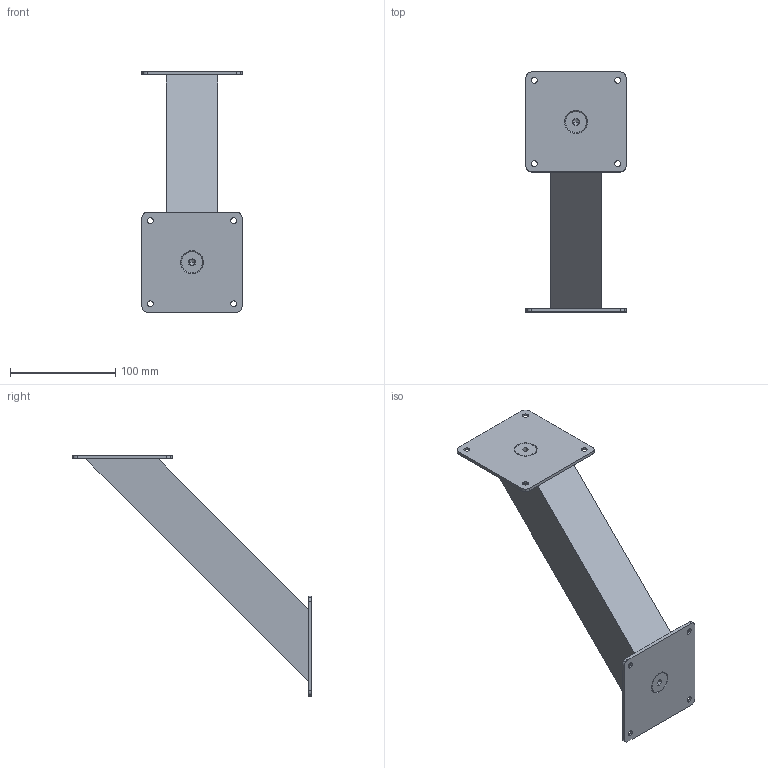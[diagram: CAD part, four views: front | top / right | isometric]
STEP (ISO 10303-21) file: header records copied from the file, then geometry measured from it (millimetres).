
FILE_DESCRIPTION(('STEP AP214'),'1');
FILE_NAME('AVWV0228.STP','2024-02-14T05:29:48',(' '),(' '),'Spatial InterOp 3D',' ',' ');
FILE_SCHEMA(('AUTOMOTIVE_DESIGN { 1 0 10303 214 1 1 1 1 }'));
Length unit declared in the file: millimetre
Products named in the file (1): Zylinder
Bounding box: 95 x 227.61 x 228.34 mm (x, y, z)
Volume: 201586.8 mm3; surface area: 208429.3 mm2
Topology: 8 solids, 8 shells, 144 faces, 344 edges, 214 vertices
Faces by surface type: plane 60, cylinder 52, cone 32
Entity records: 4314 total; most frequent: DIRECTION 792, CARTESIAN_POINT 706, ORIENTED_EDGE 680, EDGE_CURVE 340, AXIS2_PLACEMENT_3D 300, VERTEX_POINT 214, LINE 192, VECTOR 192
